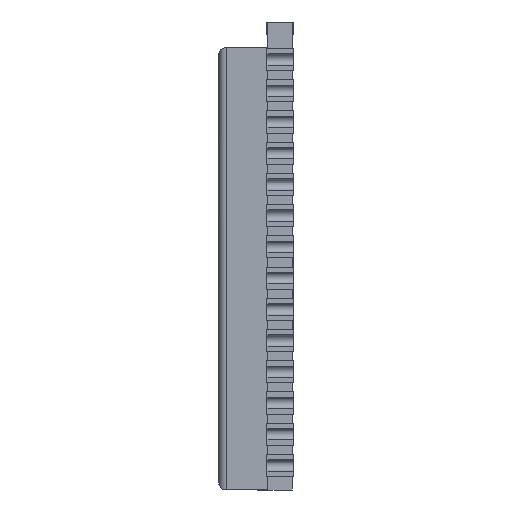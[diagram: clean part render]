
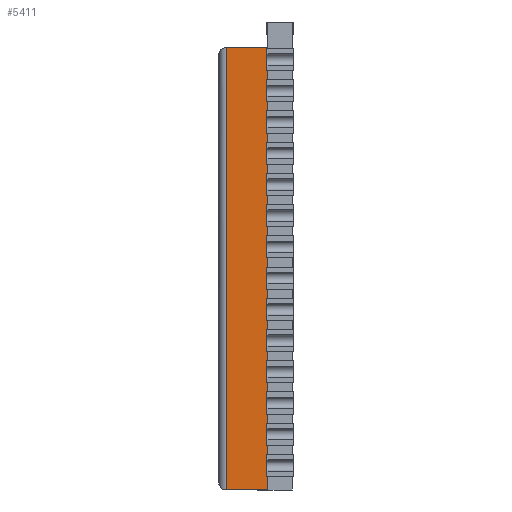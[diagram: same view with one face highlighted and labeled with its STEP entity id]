
A CAD part, left-side view. The second image highlights one B-rep face of the part: STEP entity #5411.
In plain terms, the highlighted planar face has unit normal (-1, 0, 0).
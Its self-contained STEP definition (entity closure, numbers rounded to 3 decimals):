
#147 = PLANE ( 'NONE',  #15075 ) ;
#619 = CARTESIAN_POINT ( 'NONE',  ( 1., 2.7, -1. ) ) ;
#1746 = EDGE_LOOP ( 'NONE', ( #18881, #2845, #26751, #23991 ) ) ;
#2845 = ORIENTED_EDGE ( 'NONE', *, *, #21292, .T. ) ;
#4750 = VERTEX_POINT ( 'NONE', #9346 ) ;
#5411 = ADVANCED_FACE ( 'NONE', ( #18946 ), #147, .T. ) ;
#6023 = VECTOR ( 'NONE', #12703, 1000. ) ;
#6073 = VECTOR ( 'NONE', #13447, 1000. ) ;
#6864 = EDGE_CURVE ( 'NONE', #10351, #4750, #13131, .T. ) ;
#8589 = CARTESIAN_POINT ( 'NONE',  ( 1., 1., -19. ) ) ;
#9346 = CARTESIAN_POINT ( 'NONE',  ( 1., 2.7, -19. ) ) ;
#10351 = VERTEX_POINT ( 'NONE', #13399 ) ;
#11818 = CARTESIAN_POINT ( 'NONE',  ( 1., 1., -1. ) ) ;
#12703 = DIRECTION ( 'NONE',  ( 0., 1., 0. ) ) ;
#12724 = DIRECTION ( 'NONE',  ( 0., 0., 1. ) ) ;
#13131 = LINE ( 'NONE', #19472, #6023 ) ;
#13152 = VERTEX_POINT ( 'NONE', #24598 ) ;
#13399 = CARTESIAN_POINT ( 'NONE',  ( 1., 1., -19. ) ) ;
#13447 = DIRECTION ( 'NONE',  ( 0., 0., -1. ) ) ;
#14160 = DIRECTION ( 'NONE',  ( 0., 1., 0. ) ) ;
#15075 = AXIS2_PLACEMENT_3D ( 'NONE', #8589, #18692, #12724 ) ;
#15647 = CARTESIAN_POINT ( 'NONE',  ( 1., 1., 0. ) ) ;
#17403 = VECTOR ( 'NONE', #14160, 1000. ) ;
#17810 = EDGE_CURVE ( 'NONE', #13152, #10351, #20075, .T. ) ;
#18692 = DIRECTION ( 'NONE',  ( -1., 0., 0. ) ) ;
#18703 = VECTOR ( 'NONE', #19277, 1000. ) ;
#18881 = ORIENTED_EDGE ( 'NONE', *, *, #21685, .T. ) ;
#18946 = FACE_OUTER_BOUND ( 'NONE', #1746, .T. ) ;
#18951 = VERTEX_POINT ( 'NONE', #619 ) ;
#19277 = DIRECTION ( 'NONE',  ( 0., 0., -1. ) ) ;
#19472 = CARTESIAN_POINT ( 'NONE',  ( 1., 1., -19. ) ) ;
#20075 = LINE ( 'NONE', #15647, #6073 ) ;
#20244 = LINE ( 'NONE', #11818, #17403 ) ;
#21292 = EDGE_CURVE ( 'NONE', #18951, #4750, #25356, .T. ) ;
#21685 = EDGE_CURVE ( 'NONE', #13152, #18951, #20244, .T. ) ;
#23991 = ORIENTED_EDGE ( 'NONE', *, *, #17810, .F. ) ;
#24598 = CARTESIAN_POINT ( 'NONE',  ( 1., 1., -1. ) ) ;
#25084 = CARTESIAN_POINT ( 'NONE',  ( 1., 2.7, -19. ) ) ;
#25356 = LINE ( 'NONE', #25084, #18703 ) ;
#26751 = ORIENTED_EDGE ( 'NONE', *, *, #6864, .F. ) ;
